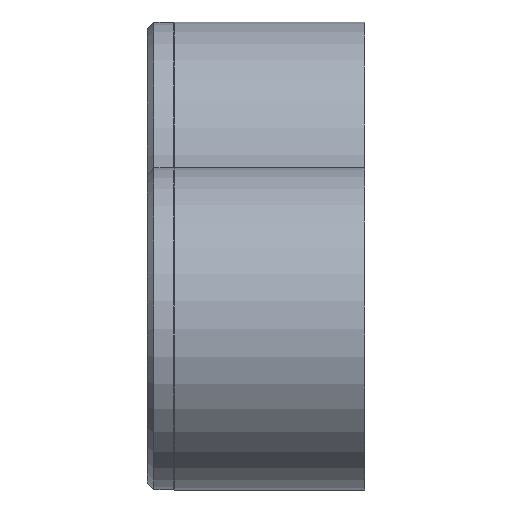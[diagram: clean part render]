
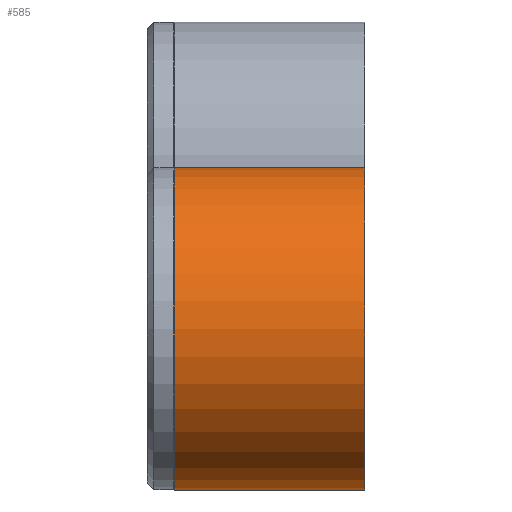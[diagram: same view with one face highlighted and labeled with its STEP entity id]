
A CAD part, left-side view. The second image highlights one B-rep face of the part: STEP entity #585.
In plain terms, the highlighted cylindrical face has radius 9.017 mm (diameter 18.034 mm), a partial arc.
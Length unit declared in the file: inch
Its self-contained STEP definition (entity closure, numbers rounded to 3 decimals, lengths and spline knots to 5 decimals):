
#11 = FACE_OUTER_BOUND ( 'NONE', #460, .T. ) ;
#53 = LINE ( 'NONE', #378, #623 ) ;
#78 = DIRECTION ( 'NONE',  ( 0., -1., 0. ) ) ;
#84 = ORIENTED_EDGE ( 'NONE', *, *, #618, .F. ) ;
#87 = EDGE_CURVE ( 'NONE', #346, #560, #631, .T. ) ;
#108 = VERTEX_POINT ( 'NONE', #630 ) ;
#120 = VECTOR ( 'NONE', #504, 39.37008 ) ;
#127 = CARTESIAN_POINT ( 'NONE',  ( 0., 0., 0.35499 ) ) ;
#132 = DIRECTION ( 'NONE',  ( 0., 1., 0. ) ) ;
#143 = CARTESIAN_POINT ( 'NONE',  ( 0., 0.41994, -0.35499 ) ) ;
#155 = CARTESIAN_POINT ( 'NONE',  ( 0., 0.41994, 0.35499 ) ) ;
#167 = AXIS2_PLACEMENT_3D ( 'NONE', #489, #636, #594 ) ;
#178 = DIRECTION ( 'NONE',  ( 0., 0., 1. ) ) ;
#206 = CARTESIAN_POINT ( 'NONE',  ( 0., 0.41994, 0. ) ) ;
#265 = DIRECTION ( 'NONE',  ( 0., 1., 0. ) ) ;
#306 = AXIS2_PLACEMENT_3D ( 'NONE', #435, #132, #178 ) ;
#346 = VERTEX_POINT ( 'NONE', #143 ) ;
#378 = CARTESIAN_POINT ( 'NONE',  ( 0., 0.479, -0.35499 ) ) ;
#392 = CARTESIAN_POINT ( 'NONE',  ( 0., 0.479, 0.35499 ) ) ;
#418 = ORIENTED_EDGE ( 'NONE', *, *, #526, .T. ) ;
#419 = LINE ( 'NONE', #392, #120 ) ;
#435 = CARTESIAN_POINT ( 'NONE',  ( 0., 0., 0. ) ) ;
#460 = EDGE_LOOP ( 'NONE', ( #84, #578, #418, #581 ) ) ;
#466 = AXIS2_PLACEMENT_3D ( 'NONE', #206, #265, #614 ) ;
#478 = CIRCLE ( 'NONE', #306, 0.35499 ) ;
#489 = CARTESIAN_POINT ( 'NONE',  ( 0., 0.479, 0. ) ) ;
#494 = VERTEX_POINT ( 'NONE', #127 ) ;
#504 = DIRECTION ( 'NONE',  ( 0., -1., 0. ) ) ;
#507 = EDGE_CURVE ( 'NONE', #108, #494, #478, .T. ) ;
#526 = EDGE_CURVE ( 'NONE', #346, #108, #53, .T. ) ;
#540 = CYLINDRICAL_SURFACE ( 'NONE', #167, 0.35499 ) ;
#560 = VERTEX_POINT ( 'NONE', #155 ) ;
#578 = ORIENTED_EDGE ( 'NONE', *, *, #87, .F. ) ;
#581 = ORIENTED_EDGE ( 'NONE', *, *, #507, .T. ) ;
#585 = ADVANCED_FACE ( 'NONE', ( #11 ), #540, .T. ) ;
#594 = DIRECTION ( 'NONE',  ( 0., 0., -1. ) ) ;
#614 = DIRECTION ( 'NONE',  ( 0., 0., 1. ) ) ;
#618 = EDGE_CURVE ( 'NONE', #560, #494, #419, .T. ) ;
#623 = VECTOR ( 'NONE', #78, 39.37008 ) ;
#630 = CARTESIAN_POINT ( 'NONE',  ( 0., 0., -0.35499 ) ) ;
#631 = CIRCLE ( 'NONE', #466, 0.35499 ) ;
#636 = DIRECTION ( 'NONE',  ( 0., -1., 0. ) ) ;
